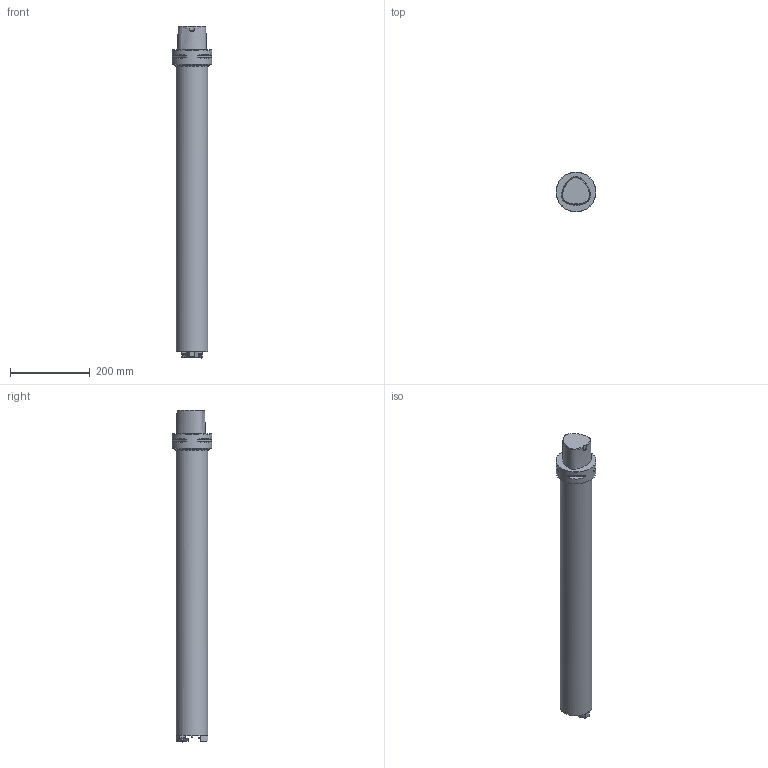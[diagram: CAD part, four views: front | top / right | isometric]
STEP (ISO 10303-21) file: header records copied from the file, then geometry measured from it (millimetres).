
FILE_DESCRIPTION(/* description */ (''),/* implementation_level */ '2;1');
FILE_NAME(/* name */ '1529072018422.stp',/* time_stamp */ '2018-06-15T16:13:45+02:00',/* author */ (''),/* organization */ ('SMS'),/* preprocessor_version */ 'ST-DEVELOPER v15',/* originating_system */ 'SIEMENS PLM Software NX 8.5',/* authorisation */ '');
FILE_SCHEMA (('AUTOMOTIVE_DESIGN { 1 0 10303 214 3 1 1 1 }'));
Length unit declared in the file: millimetre
Products named in the file (1): C10-570-3C80755-80
Bounding box: 100 x 100 x 831.19 mm (x, y, z)
Volume: 4143892.2 mm3; surface area: 228089.3 mm2
Topology: 1 solids, 1 shells, 183 faces, 461 edges, 297 vertices
Faces by surface type: plane 91, cylinder 32, cone 28, extrusion 24, torus 6, bspline 2
Full cylindrical faces by diameter (mm): 3.3 x2, 5 x2, 10 x2, 16 x2, 16.5 x1, 80 x1, 100 x1
Entity records: 7736 total; most frequent: CARTESIAN_POINT 2914, DIRECTION 878, ORIENTED_EDGE 842, EDGE_CURVE 421, AXIS2_PLACEMENT_3D 336, VERTEX_POINT 282, EDGE_LOOP 225, VECTOR 206
